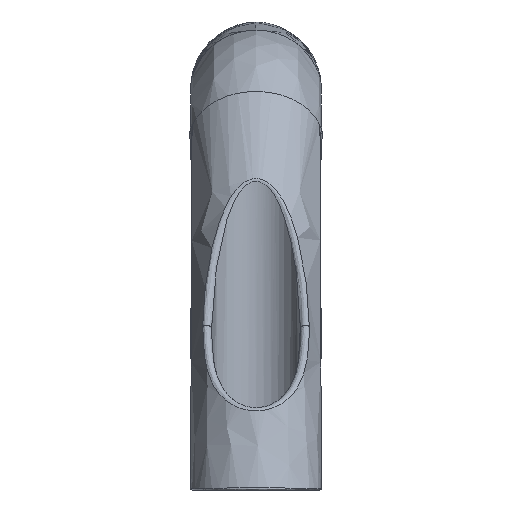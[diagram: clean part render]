
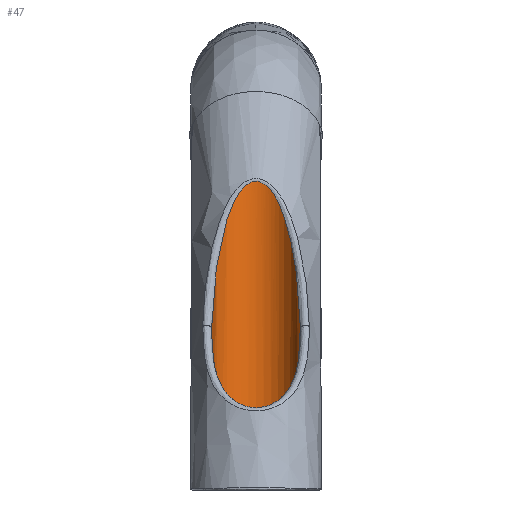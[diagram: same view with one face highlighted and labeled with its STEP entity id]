
A CAD part, left-side view. The second image highlights one B-rep face of the part: STEP entity #47.
In plain terms, the highlighted cylindrical face has radius 5.4 mm (diameter 10.8 mm), a partial arc.
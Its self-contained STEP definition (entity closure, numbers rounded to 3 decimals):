
#47=ADVANCED_FACE('',(#163),#162,.F.);
#162=CYLINDRICAL_SURFACE('',#1365,5.4);
#163=FACE_OUTER_BOUND('',#1366,.T.);
#1362=CARTESIAN_POINT('',(-160.,28.5,44.248));
#1363=DIRECTION('',(0.,0.,-1.));
#1364=DIRECTION('',(-1.,0.,0.));
#1365=AXIS2_PLACEMENT_3D('',#1362,#1363,#1364);
#1366=EDGE_LOOP('',(#4107,#4108,#4109,#4110));
#4107=ORIENTED_EDGE('',*,*,#4333,.F.);
#4108=ORIENTED_EDGE('',*,*,#4341,.F.);
#4109=ORIENTED_EDGE('',*,*,#4339,.F.);
#4110=ORIENTED_EDGE('',*,*,#4342,.F.);
#4333=EDGE_CURVE('',#4520,#4535,#4548,.T.);
#4339=EDGE_CURVE('',#4561,#4560,#4588,.T.);
#4341=EDGE_CURVE('',#4560,#4520,#4600,.T.);
#4342=EDGE_CURVE('',#4535,#4561,#4606,.T.);
#4520=VERTEX_POINT('',#5470);
#4535=VERTEX_POINT('',#5515);
#4548=CIRCLE('',#5528,5.4);
#4560=VERTEX_POINT('',#5533);
#4561=VERTEX_POINT('',#5534);
#4588=(BOUNDED_CURVE() B_SPLINE_CURVE(3,(#5647,#5648,#5649,#5650,#5651,#5652,#5653,#5654,#5655,#5656,#5657,#5658,#5659,#5660,#5661,#5662,#5663,#5664,#5665,#5666,#5667,#5668,#5669,#5670,#5671,#5672,#5673,#5674,#5675,#5676,#5677,#5678,#5679,#5680,#5681,#5682,#5683,#5684,#5685,#5686,#5687,#5688,#5689,#5690,#5691,#5692,#5693,#5694,#5695,#5696,#5697,#5698),.UNSPECIFIED.,.F.,.F.) B_SPLINE_CURVE_WITH_KNOTS((4,2,2,2,2,2,2,2,2,2,2,2,2,2,2,2,2,2,2,2,2,2,2,2,2,4),(0.,2.536,5.072,7.608,10.144,12.68,15.216,16.483,17.751,18.385,19.019,19.653,19.97,20.287,20.604,20.921,21.555,22.189,22.823,24.091,25.359,27.895,30.431,35.503,38.039,40.575),.UNSPECIFIED.) CURVE() GEOMETRIC_REPRESENTATION_ITEM() RATIONAL_B_SPLINE_CURVE((1.,1.,1.,1.,1.,1.,1.,1.,1.,1.,1.,1.,1.,1.,1.,1.,1.,1.,1.,1.,1.,1.,1.,1.,1.,1.,1.,1.,1.,1.,1.,1.,1.,1.,1.,1.,1.,1.,1.,1.,1.,1.,1.,1.,1.,1.,1.,1.,1.,1.,1.,1.)) REPRESENTATION_ITEM('') );
#4600=LINE('',#5747,#5748);
#4606=LINE('',#5750,#5751);
#5470=CARTESIAN_POINT('',(-160.,23.1,29.4));
#5515=CARTESIAN_POINT('',(-160.,33.9,29.4));
#5525=CARTESIAN_POINT('',(-160.,28.5,29.4));
#5526=DIRECTION('',(0.,0.,1.));
#5527=DIRECTION('',(0.,1.,0.));
#5528=AXIS2_PLACEMENT_3D('',#5525,#5526,#5527);
#5533=CARTESIAN_POINT('',(-160.,23.1,41.283));
#5534=CARTESIAN_POINT('',(-160.,33.9,41.283));
#5647=CARTESIAN_POINT('',(-160.,33.9,41.283));
#5648=CARTESIAN_POINT('',(-159.673,33.9,42.064));
#5649=CARTESIAN_POINT('',(-159.382,33.872,42.854));
#5650=CARTESIAN_POINT('',(-158.832,33.779,44.443));
#5651=CARTESIAN_POINT('',(-158.575,33.715,45.241));
#5652=CARTESIAN_POINT('',(-158.079,33.553,46.842));
#5653=CARTESIAN_POINT('',(-157.84,33.456,47.644));
#5654=CARTESIAN_POINT('',(-157.374,33.225,49.248));
#5655=CARTESIAN_POINT('',(-157.146,33.092,50.05));
#5656=CARTESIAN_POINT('',(-156.697,32.781,51.642));
#5657=CARTESIAN_POINT('',(-156.477,32.604,52.433));
#5658=CARTESIAN_POINT('',(-156.041,32.185,54.));
#5659=CARTESIAN_POINT('',(-155.825,31.945,54.776));
#5660=CARTESIAN_POINT('',(-155.506,31.5,55.919));
#5661=CARTESIAN_POINT('',(-155.4,31.337,56.298));
#5662=CARTESIAN_POINT('',(-155.193,30.969,57.034));
#5663=CARTESIAN_POINT('',(-155.092,30.767,57.392));
#5664=CARTESIAN_POINT('',(-154.948,30.411,57.898));
#5665=CARTESIAN_POINT('',(-154.901,30.283,58.064));
#5666=CARTESIAN_POINT('',(-154.812,30.004,58.374));
#5667=CARTESIAN_POINT('',(-154.77,29.854,58.518));
#5668=CARTESIAN_POINT('',(-154.695,29.523,58.775));
#5669=CARTESIAN_POINT('',(-154.662,29.34,58.886));
#5670=CARTESIAN_POINT('',(-154.627,29.045,59.006));
#5671=CARTESIAN_POINT('',(-154.617,28.942,59.038));
#5672=CARTESIAN_POINT('',(-154.604,28.733,59.082));
#5673=CARTESIAN_POINT('',(-154.6,28.627,59.094));
#5674=CARTESIAN_POINT('',(-154.6,28.413,59.096));
#5675=CARTESIAN_POINT('',(-154.603,28.304,59.087));
#5676=CARTESIAN_POINT('',(-154.614,28.094,59.047));
#5677=CARTESIAN_POINT('',(-154.623,27.992,59.018));
#5678=CARTESIAN_POINT('',(-154.656,27.696,58.905));
#5679=CARTESIAN_POINT('',(-154.689,27.509,58.796));
#5680=CARTESIAN_POINT('',(-154.763,27.174,58.543));
#5681=CARTESIAN_POINT('',(-154.804,27.021,58.398));
#5682=CARTESIAN_POINT('',(-154.893,26.739,58.09));
#5683=CARTESIAN_POINT('',(-154.94,26.611,57.927));
#5684=CARTESIAN_POINT('',(-155.083,26.253,57.423));
#5685=CARTESIAN_POINT('',(-155.185,26.047,57.063));
#5686=CARTESIAN_POINT('',(-155.392,25.676,56.326));
#5687=CARTESIAN_POINT('',(-155.497,25.513,55.951));
#5688=CARTESIAN_POINT('',(-155.816,25.066,54.809));
#5689=CARTESIAN_POINT('',(-156.033,24.824,54.029));
#5690=CARTESIAN_POINT('',(-156.472,24.4,52.449));
#5691=CARTESIAN_POINT('',(-156.695,24.221,51.651));
#5692=CARTESIAN_POINT('',(-157.369,23.752,49.255));
#5693=CARTESIAN_POINT('',(-157.828,23.529,47.651));
#5694=CARTESIAN_POINT('',(-158.572,23.286,45.25));
#5695=CARTESIAN_POINT('',(-158.829,23.221,44.451));
#5696=CARTESIAN_POINT('',(-159.379,23.129,42.86));
#5697=CARTESIAN_POINT('',(-159.672,23.1,42.067));
#5698=CARTESIAN_POINT('',(-160.,23.1,41.283));
#5747=CARTESIAN_POINT('',(-160.,23.1,41.283));
#5748=VECTOR('',#5749,11.883);
#5749=DIRECTION('',(0.,0.,-1.));
#5750=CARTESIAN_POINT('',(-160.,33.9,29.4));
#5751=VECTOR('',#5752,11.883);
#5752=DIRECTION('',(0.,0.,1.));
